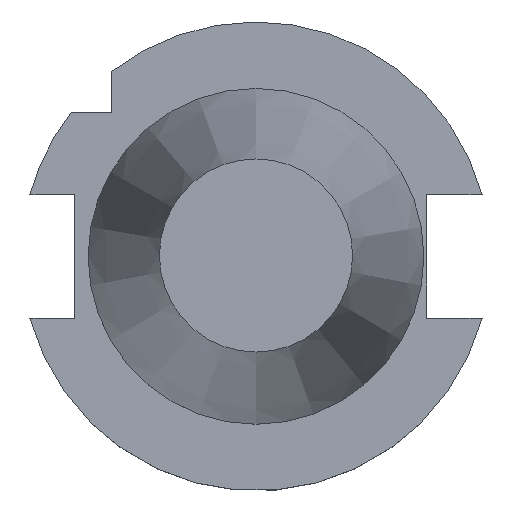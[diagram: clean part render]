
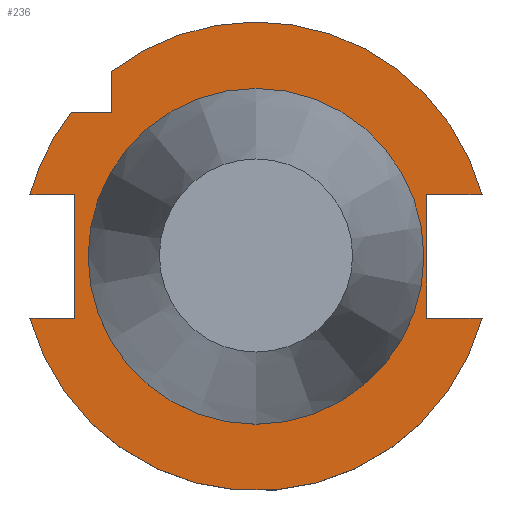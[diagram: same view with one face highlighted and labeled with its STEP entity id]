
A CAD part, top view. The second image highlights one B-rep face of the part: STEP entity #236.
In plain terms, the highlighted planar face has unit normal (0, 0, 1).
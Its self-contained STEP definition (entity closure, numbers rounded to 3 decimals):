
#196=EDGE_CURVE('240[2]',#560,#560,#561,.T.);
#220=EDGE_CURVE('240[2]',#601,#602,#603,.T.);
#236=ADVANCED_FACE('240[2]',(#626,#627),#628,.T.);
#276=EDGE_CURVE('240[2]',#601,#687,#688,.T.);
#326=EDGE_CURVE('240[2]',#750,#717,#756,.T.);
#340=EDGE_CURVE('240[2]',#774,#607,#775,.T.);
#369=EDGE_CURVE('240[2]',#655,#602,#812,.T.);
#389=EDGE_CURVE('240[2]',#687,#838,#839,.T.);
#391=EDGE_CURVE('240[2]',#714,#717,#841,.T.);
#395=EDGE_CURVE('240[2]',#607,#750,#845,.T.);
#485=EDGE_CURVE('240[2]',#838,#618,#958,.T.);
#487=EDGE_CURVE('240[2]',#714,#655,#960,.T.);
#494=EDGE_CURVE('240[2]',#774,#618,#968,.T.);
#560=VERTEX_POINT('',#1054);
#561=CIRCLE('',#1055,34.925);
#601=VERTEX_POINT('',#1124);
#602=VERTEX_POINT('',#1125);
#603=CIRCLE('',#1126,48.75);
#607=VERTEX_POINT('',#1132);
#618=VERTEX_POINT('',#1147);
#626=FACE_BOUND('',#1158,.T.);
#627=FACE_OUTER_BOUND('',#1159,.T.);
#628=PLANE('',#1160);
#655=VERTEX_POINT('',#1209);
#687=VERTEX_POINT('',#1317);
#688=LINE('',#1318,#1319);
#714=VERTEX_POINT('',#1364);
#717=VERTEX_POINT('',#1369);
#750=VERTEX_POINT('',#1420);
#756=LINE('',#1429,#1430);
#774=VERTEX_POINT('',#1456);
#775=LINE('',#1457,#1458);
#812=LINE('',#1578,#1579);
#838=VERTEX_POINT('',#1616);
#839=LINE('',#1617,#1618);
#841=CIRCLE('',#1621,48.75);
#845=LINE('',#1627,#1628);
#958=LINE('',#1836,#1837);
#960=LINE('',#1840,#1841);
#968=CIRCLE('',#1861,48.75);
#1054=CARTESIAN_POINT('',(0.,34.925,-3.2));
#1055=AXIS2_PLACEMENT_3D('',#1925,#1926,#1927);
#1124=CARTESIAN_POINT('',(-47.026,12.85,-3.2));
#1125=CARTESIAN_POINT('',(-38.426,30.0,-3.2));
#1126=AXIS2_PLACEMENT_3D('',#1961,#1962,#1963);
#1132=CARTESIAN_POINT('',(35.5,-12.85,-3.2));
#1147=CARTESIAN_POINT('',(-47.026,-12.85,-3.2));
#1158=EDGE_LOOP('',(#1984));
#1159=EDGE_LOOP('',(#1985,#1986,#1987,#1988,#1989,#1990,#1991,#1992,#1993,#1994,#1995));
#1160=AXIS2_PLACEMENT_3D('',#1996,#1997,#1998);
#1209=CARTESIAN_POINT('',(-30.0,30.0,-3.2));
#1317=CARTESIAN_POINT('',(-37.7,12.85,-3.2));
#1318=CARTESIAN_POINT('',(-21.972,12.85,-3.2));
#1319=VECTOR('',#2040,1.0);
#1364=CARTESIAN_POINT('',(-30.0,38.426,-3.2));
#1369=CARTESIAN_POINT('',(47.026,12.85,-3.2));
#1420=CARTESIAN_POINT('',(35.5,12.85,-3.2));
#1429=CARTESIAN_POINT('',(21.422,12.85,-3.2));
#1430=VECTOR('',#2129,1.0);
#1456=CARTESIAN_POINT('',(47.026,-12.85,-3.2));
#1457=CARTESIAN_POINT('',(21.422,-12.85,-3.2));
#1458=VECTOR('',#2159,1.0);
#1578=CARTESIAN_POINT('',(-18.059,30.0,-3.2));
#1579=VECTOR('',#2204,1.0);
#1616=CARTESIAN_POINT('',(-37.7,-12.85,-3.2));
#1617=CARTESIAN_POINT('',(-37.7,20.919,-3.2));
#1618=VECTOR('',#2237,1.0);
#1621=AXIS2_PLACEMENT_3D('',#2238,#2239,#2240);
#1627=CARTESIAN_POINT('',(35.5,20.919,-3.2));
#1628=VECTOR('',#2244,1.0);
#1836=CARTESIAN_POINT('',(-21.972,-12.85,-3.2));
#1837=VECTOR('',#2382,1.0);
#1840=CARTESIAN_POINT('',(-30.0,38.978,-3.2));
#1841=VECTOR('',#2383,1.0);
#1861=AXIS2_PLACEMENT_3D('',#2392,#2393,#2394);
#1925=CARTESIAN_POINT('',(0.,0.,-3.2));
#1926=DIRECTION('',(0.,0.,-1.0));
#1927=DIRECTION('',(0.,1.0,0.));
#1961=CARTESIAN_POINT('',(0.,0.,-3.2));
#1962=DIRECTION('',(0.,0.,-1.0));
#1963=DIRECTION('',(0.,1.0,0.));
#1984=ORIENTED_EDGE('',*,*,#196,.T.);
#1985=ORIENTED_EDGE('',*,*,#487,.T.);
#1986=ORIENTED_EDGE('',*,*,#369,.T.);
#1987=ORIENTED_EDGE('',*,*,#220,.F.);
#1988=ORIENTED_EDGE('',*,*,#276,.T.);
#1989=ORIENTED_EDGE('',*,*,#389,.T.);
#1990=ORIENTED_EDGE('',*,*,#485,.T.);
#1991=ORIENTED_EDGE('',*,*,#494,.F.);
#1992=ORIENTED_EDGE('',*,*,#340,.T.);
#1993=ORIENTED_EDGE('',*,*,#395,.T.);
#1994=ORIENTED_EDGE('',*,*,#326,.T.);
#1995=ORIENTED_EDGE('',*,*,#391,.F.);
#1996=CARTESIAN_POINT('',(0.,41.838,-3.2));
#1997=DIRECTION('',(0.,0.,1.0));
#1998=DIRECTION('',(0.,-1.0,0.));
#2040=DIRECTION('',(1.0,0.,0.));
#2129=DIRECTION('',(1.0,0.,0.));
#2159=DIRECTION('',(-1.0,0.,0.));
#2204=DIRECTION('',(-1.0,0.0,0.));
#2237=DIRECTION('',(0.0,-1.0,0.));
#2238=CARTESIAN_POINT('',(0.,0.,-3.2));
#2239=DIRECTION('',(0.,0.,-1.0));
#2240=DIRECTION('',(0.,1.0,0.));
#2244=DIRECTION('',(0.0,1.0,0.));
#2382=DIRECTION('',(-1.0,0.,0.));
#2383=DIRECTION('',(0.0,-1.0,0.));
#2392=CARTESIAN_POINT('',(0.,0.,-3.2));
#2393=DIRECTION('',(0.,0.,-1.0));
#2394=DIRECTION('',(0.,1.0,0.));
